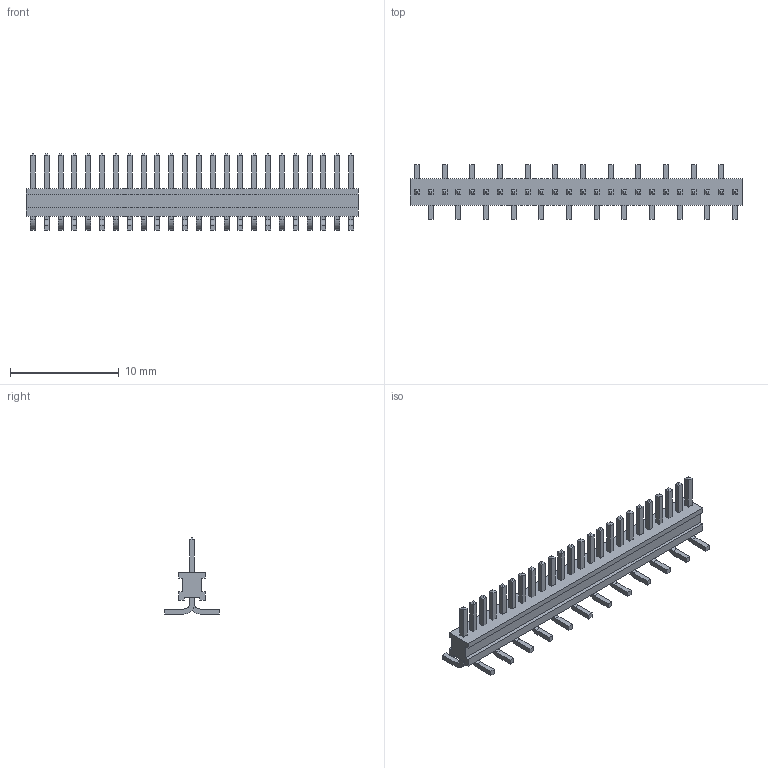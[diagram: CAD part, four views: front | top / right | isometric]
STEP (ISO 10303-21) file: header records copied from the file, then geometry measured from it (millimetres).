
FILE_DESCRIPTION(('FreeCAD Model'),'2;1');
FILE_NAME('Open CASCADE Shape Model','2025-01-14T20:24:45',(''),(''), 'Open CASCADE STEP processor 7.8','FreeCAD','Unknown');
FILE_SCHEMA(('AUTOMOTIVE_DESIGN { 1 0 10303 214 1 1 1 1 }'));
Length unit declared in the file: millimetre
Products named in the file (4): FTR-124-03-L-S; FTR-124-03-L-S_body; FTR-124-03-L-S_pins; FTR-124-03-L-S2PNS
Assembly tree (3 placements, depth 2):
  FTR-124-03-L-S
    FTR-124-03-L-S_body
    FTR-124-03-L-S_pins
    FTR-124-03-L-S2PNS
Bounding box: 30.48 x 4.98 x 6.99 mm (x, y, z)
Volume: 203.2 mm3; surface area: 989.6 mm2
Topology: 3 solids, 3 shells, 554 faces, 1416 edges, 912 vertices
Faces by surface type: plane 506, cylinder 48
Entity records: 16557 total; most frequent: CARTESIAN_POINT 2886, ORIENTED_EDGE 2832, DIRECTION 2628, EDGE_CURVE 1416, LINE 1320, VECTOR 1320, VERTEX_POINT 912, AXIS2_PLACEMENT_3D 654
